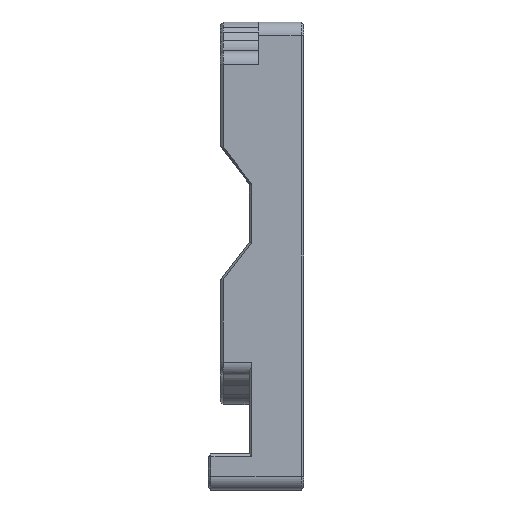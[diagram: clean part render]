
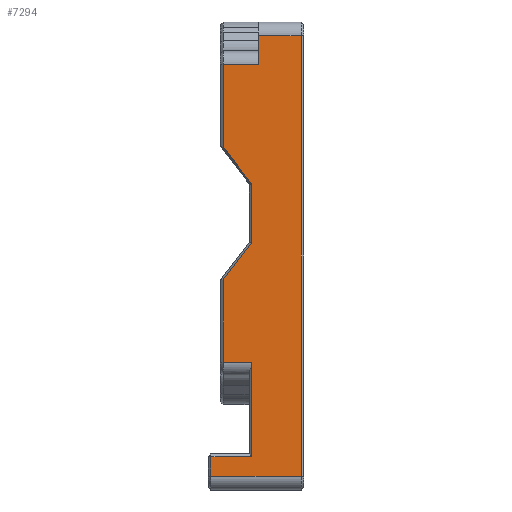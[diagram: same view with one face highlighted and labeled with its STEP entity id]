
A CAD part, left-side view. The second image highlights one B-rep face of the part: STEP entity #7294.
In plain terms, the highlighted planar face has unit normal (-1, 0, 0).
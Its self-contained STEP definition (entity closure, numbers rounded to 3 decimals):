
#394=PLANE('',#7874);
#691=FACE_OUTER_BOUND('',#1155,.T.);
#1155=EDGE_LOOP('',(#5753,#5754,#5755,#5756,#5757,#5758,#5759,#5760,#5761,
#5762,#5763,#5764,#5765,#5766));
#1655=LINE('',#10865,#2415);
#1657=LINE('',#10869,#2417);
#1664=LINE('',#10887,#2424);
#1694=LINE('',#10947,#2454);
#1772=LINE('',#11113,#2532);
#1776=LINE('',#11121,#2536);
#1781=LINE('',#11131,#2541);
#1800=LINE('',#11286,#2560);
#1805=LINE('',#11296,#2565);
#1840=LINE('',#11713,#2600);
#1841=LINE('',#11717,#2601);
#1842=LINE('',#11718,#2602);
#1843=LINE('',#11719,#2603);
#1844=LINE('',#11720,#2604);
#2415=VECTOR('',#8724,10.);
#2417=VECTOR('',#8728,10.);
#2424=VECTOR('',#8749,10.);
#2454=VECTOR('',#8819,10.);
#2532=VECTOR('',#9025,10.);
#2536=VECTOR('',#9031,10.);
#2541=VECTOR('',#9038,10.);
#2560=VECTOR('',#9095,10.);
#2565=VECTOR('',#9102,10.);
#2600=VECTOR('',#9191,10.);
#2601=VECTOR('',#9196,10.);
#2602=VECTOR('',#9197,10.);
#2603=VECTOR('',#9198,10.);
#2604=VECTOR('',#9199,10.);
#3413=VERTEX_POINT('',#10856);
#3416=VERTEX_POINT('',#10864);
#3417=VERTEX_POINT('',#10868);
#3420=VERTEX_POINT('',#10881);
#3430=VERTEX_POINT('',#10941);
#3431=VERTEX_POINT('',#10945);
#3454=VERTEX_POINT('',#11111);
#3455=VERTEX_POINT('',#11112);
#3458=VERTEX_POINT('',#11120);
#3462=VERTEX_POINT('',#11130);
#3483=VERTEX_POINT('',#11281);
#3487=VERTEX_POINT('',#11294);
#3518=VERTEX_POINT('',#11712);
#3519=VERTEX_POINT('',#11716);
#4094=EDGE_CURVE('',#3413,#3416,#1655,.T.);
#4096=EDGE_CURVE('',#3416,#3417,#1657,.T.);
#4106=EDGE_CURVE('',#3420,#3413,#1664,.T.);
#4140=EDGE_CURVE('',#3430,#3431,#1694,.T.);
#4226=EDGE_CURVE('',#3454,#3455,#1772,.T.);
#4230=EDGE_CURVE('',#3455,#3458,#1776,.T.);
#4235=EDGE_CURVE('',#3458,#3462,#1781,.T.);
#4266=EDGE_CURVE('',#3462,#3483,#1800,.T.);
#4271=EDGE_CURVE('',#3487,#3454,#1805,.T.);
#4332=EDGE_CURVE('',#3483,#3518,#1840,.T.);
#4334=EDGE_CURVE('',#3519,#3430,#1841,.T.);
#4335=EDGE_CURVE('',#3519,#3518,#1842,.T.);
#4336=EDGE_CURVE('',#3417,#3487,#1843,.T.);
#4337=EDGE_CURVE('',#3431,#3420,#1844,.T.);
#5753=ORIENTED_EDGE('',*,*,#4140,.F.);
#5754=ORIENTED_EDGE('',*,*,#4334,.F.);
#5755=ORIENTED_EDGE('',*,*,#4335,.T.);
#5756=ORIENTED_EDGE('',*,*,#4332,.F.);
#5757=ORIENTED_EDGE('',*,*,#4266,.F.);
#5758=ORIENTED_EDGE('',*,*,#4235,.F.);
#5759=ORIENTED_EDGE('',*,*,#4230,.F.);
#5760=ORIENTED_EDGE('',*,*,#4226,.F.);
#5761=ORIENTED_EDGE('',*,*,#4271,.F.);
#5762=ORIENTED_EDGE('',*,*,#4336,.F.);
#5763=ORIENTED_EDGE('',*,*,#4096,.F.);
#5764=ORIENTED_EDGE('',*,*,#4094,.F.);
#5765=ORIENTED_EDGE('',*,*,#4106,.F.);
#5766=ORIENTED_EDGE('',*,*,#4337,.F.);
#7294=ADVANCED_FACE('',(#691),#394,.T.);
#7874=AXIS2_PLACEMENT_3D('',#11715,#9194,#9195);
#8724=DIRECTION('',(0.,-1.,0.));
#8728=DIRECTION('',(0.,0.,1.));
#8749=DIRECTION('',(0.,0.,1.));
#8819=DIRECTION('',(0.,0.,-1.));
#9025=DIRECTION('',(0.,-0.61,0.793));
#9031=DIRECTION('',(0.,0.,1.));
#9038=DIRECTION('',(0.,0.61,0.793));
#9095=DIRECTION('',(0.,0.,1.));
#9102=DIRECTION('',(0.,0.,1.));
#9191=DIRECTION('',(0.,-1.,0.));
#9194=DIRECTION('center_axis',(-1.,0.,0.));
#9195=DIRECTION('ref_axis',(0.,0.,-1.));
#9196=DIRECTION('',(0.,-1.,0.));
#9197=DIRECTION('',(0.,0.,-1.));
#9198=DIRECTION('',(0.,1.,0.));
#9199=DIRECTION('',(0.,1.,0.));
#10856=CARTESIAN_POINT('',(-51.85,5.6,-35.6));
#10864=CARTESIAN_POINT('',(-51.85,-0.4,-35.6));
#10865=CARTESIAN_POINT('',(-51.85,0.,-35.6));
#10868=CARTESIAN_POINT('',(-51.85,-0.4,-21.8));
#10869=CARTESIAN_POINT('',(-51.85,-0.4,10.875));
#10881=CARTESIAN_POINT('',(-51.85,5.6,-38.5));
#10887=CARTESIAN_POINT('',(-51.85,5.6,-4.925));
#10941=CARTESIAN_POINT('',(-51.85,-7.6,26.));
#10945=CARTESIAN_POINT('',(-51.85,-7.6,-38.5));
#10947=CARTESIAN_POINT('',(-51.85,-7.6,10.875));
#11111=CARTESIAN_POINT('',(-51.85,3.8,-9.727));
#11112=CARTESIAN_POINT('',(-51.85,-0.4,-4.269));
#11113=CARTESIAN_POINT('',(-51.85,-7.94,5.53));
#11120=CARTESIAN_POINT('',(-51.85,-0.4,4.269));
#11121=CARTESIAN_POINT('',(-51.85,-0.4,10.875));
#11130=CARTESIAN_POINT('',(-51.85,3.8,9.727));
#11131=CARTESIAN_POINT('',(-51.85,8.929,16.394));
#11281=CARTESIAN_POINT('',(-51.85,3.8,21.8));
#11286=CARTESIAN_POINT('',(-51.85,3.8,22.45));
#11294=CARTESIAN_POINT('',(-51.85,3.8,-21.8));
#11296=CARTESIAN_POINT('',(-51.85,3.8,5.55));
#11712=CARTESIAN_POINT('',(-51.85,-1.4,21.8));
#11713=CARTESIAN_POINT('',(-51.85,0.,21.8));
#11715=CARTESIAN_POINT('Origin',(-51.85,0.,
28.));
#11716=CARTESIAN_POINT('',(-51.85,-1.4,26.));
#11717=CARTESIAN_POINT('',(-51.85,0.,26.));
#11718=CARTESIAN_POINT('',(-51.85,-1.4,26.95));
#11719=CARTESIAN_POINT('',(-51.85,0.,-21.8));
#11720=CARTESIAN_POINT('',(-51.85,0.,-38.5));
